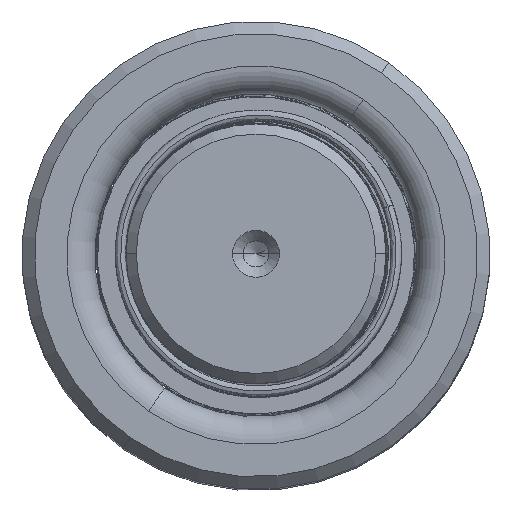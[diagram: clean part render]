
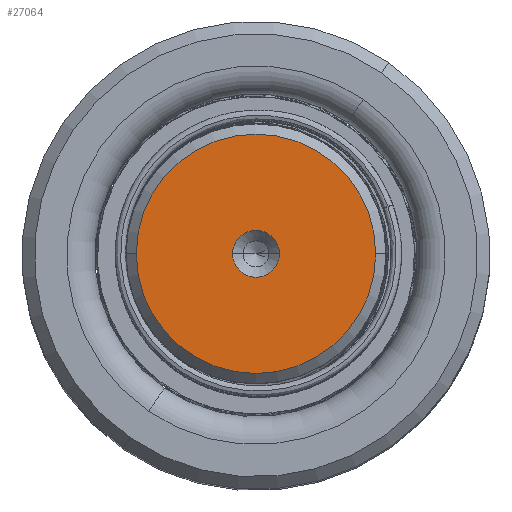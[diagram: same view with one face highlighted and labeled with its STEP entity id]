
A CAD part, top view. The second image highlights one B-rep face of the part: STEP entity #27064.
In plain terms, the highlighted planar face has unit normal (0, 0, 1).
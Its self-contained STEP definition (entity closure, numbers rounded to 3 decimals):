
#37 = VERTEX_POINT ( 'NONE', #8039 ) ;
#378 = ORIENTED_EDGE ( 'NONE', *, *, #48926, .F. ) ;
#1362 = CIRCLE ( 'NONE', #50089, 11.509 ) ;
#2068 = PLANE ( 'NONE',  #53395 ) ;
#4341 = CIRCLE ( 'NONE', #50858, 11.509 ) ;
#5667 = ORIENTED_EDGE ( 'NONE', *, *, #32146, .F. ) ;
#7958 = AXIS2_PLACEMENT_3D ( 'NONE', #36919, #11422, #36196 ) ;
#8039 = CARTESIAN_POINT ( 'NONE',  ( -2.25, 0., 160. ) ) ;
#8728 = ORIENTED_EDGE ( 'NONE', *, *, #27321, .T. ) ;
#11422 = DIRECTION ( 'NONE',  ( 0., 0., 1. ) ) ;
#12926 = VERTEX_POINT ( 'NONE', #35354 ) ;
#14049 = EDGE_LOOP ( 'NONE', ( #36891, #8728 ) ) ;
#16889 = CARTESIAN_POINT ( 'NONE',  ( 0., 0., 160. ) ) ;
#17354 = EDGE_LOOP ( 'NONE', ( #5667, #378 ) ) ;
#17686 = VERTEX_POINT ( 'NONE', #36398 ) ;
#18736 = DIRECTION ( 'NONE',  ( 1., 0., 0. ) ) ;
#21223 = CARTESIAN_POINT ( 'NONE',  ( 0., 0., 160. ) ) ;
#22983 = FACE_OUTER_BOUND ( 'NONE', #14049, .T. ) ;
#23464 = CARTESIAN_POINT ( 'NONE',  ( 0., 0., 160. ) ) ;
#25525 = DIRECTION ( 'NONE',  ( 1., 0., 0. ) ) ;
#27064 = ADVANCED_FACE ( 'NONE', ( #46201, #22983 ), #2068, .T. ) ;
#27186 = DIRECTION ( 'NONE',  ( 1., 0., 0. ) ) ;
#27244 = CIRCLE ( 'NONE', #35762, 2.25 ) ;
#27321 = EDGE_CURVE ( 'NONE', #30950, #12926, #4341, .T. ) ;
#28810 = CARTESIAN_POINT ( 'NONE',  ( 11.509, 0., 160. ) ) ;
#30950 = VERTEX_POINT ( 'NONE', #28810 ) ;
#32146 = EDGE_CURVE ( 'NONE', #17686, #37, #40816, .T. ) ;
#34410 = DIRECTION ( 'NONE',  ( 1., 0., 0. ) ) ;
#35354 = CARTESIAN_POINT ( 'NONE',  ( -11.509, 0., 160. ) ) ;
#35762 = AXIS2_PLACEMENT_3D ( 'NONE', #48261, #40288, #18736 ) ;
#36196 = DIRECTION ( 'NONE',  ( 1., 0., 0. ) ) ;
#36398 = CARTESIAN_POINT ( 'NONE',  ( 2.25, 0., 160. ) ) ;
#36891 = ORIENTED_EDGE ( 'NONE', *, *, #46244, .T. ) ;
#36919 = CARTESIAN_POINT ( 'NONE',  ( 0., 0., 160. ) ) ;
#40288 = DIRECTION ( 'NONE',  ( 0., 0., 1. ) ) ;
#40816 = CIRCLE ( 'NONE', #7958, 2.25 ) ;
#46201 = FACE_BOUND ( 'NONE', #17354, .T. ) ;
#46244 = EDGE_CURVE ( 'NONE', #12926, #30950, #1362, .T. ) ;
#47359 = DIRECTION ( 'NONE',  ( 0., 0., 1. ) ) ;
#48261 = CARTESIAN_POINT ( 'NONE',  ( 0., 0., 160. ) ) ;
#48877 = DIRECTION ( 'NONE',  ( 0., 0., 1. ) ) ;
#48926 = EDGE_CURVE ( 'NONE', #37, #17686, #27244, .T. ) ;
#50089 = AXIS2_PLACEMENT_3D ( 'NONE', #21223, #50913, #25525 ) ;
#50858 = AXIS2_PLACEMENT_3D ( 'NONE', #16889, #47359, #34410 ) ;
#50913 = DIRECTION ( 'NONE',  ( 0., 0., 1. ) ) ;
#53395 = AXIS2_PLACEMENT_3D ( 'NONE', #23464, #48877, #27186 ) ;
